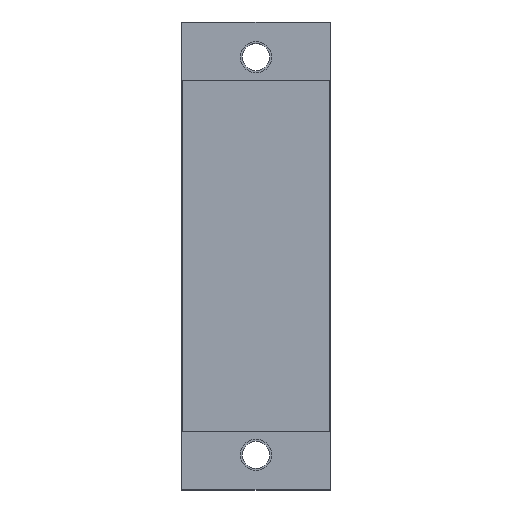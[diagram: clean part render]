
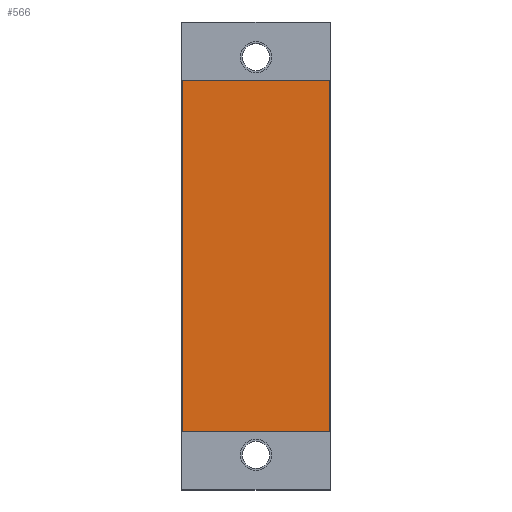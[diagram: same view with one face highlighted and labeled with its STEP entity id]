
A CAD part, top view. The second image highlights one B-rep face of the part: STEP entity #566.
In plain terms, the highlighted planar face has unit normal (0, 0, 1).
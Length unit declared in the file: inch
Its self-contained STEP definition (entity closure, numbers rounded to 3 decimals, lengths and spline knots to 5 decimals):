
#161=DIRECTION('',(0.,-1.,0.));
#162=VECTOR('',#161,1.76772);
#163=CARTESIAN_POINT('',(-0.37205,0.88386,
0.11614));
#164=LINE('',#163,#162);
#165=DIRECTION('',(-1.,0.,0.));
#166=VECTOR('',#165,0.74409);
#167=CARTESIAN_POINT('',(0.37205,0.88386,
0.11614));
#168=LINE('',#167,#166);
#169=DIRECTION('',(0.,1.,0.));
#170=VECTOR('',#169,1.76772);
#171=CARTESIAN_POINT('',(0.37205,-0.88386,
0.11614));
#172=LINE('',#171,#170);
#173=DIRECTION('',(1.,0.,0.));
#174=VECTOR('',#173,0.74409);
#175=CARTESIAN_POINT('',(-0.37205,-0.88386,
0.11614));
#176=LINE('',#175,#174);
#297=CARTESIAN_POINT('',(-0.37205,0.88386,
0.11614));
#298=CARTESIAN_POINT('',(-0.37205,-0.88386,
0.11614));
#299=VERTEX_POINT('',#297);
#300=VERTEX_POINT('',#298);
#301=CARTESIAN_POINT('',(0.37205,-0.88386,
0.11614));
#302=VERTEX_POINT('',#301);
#303=CARTESIAN_POINT('',(0.37205,0.88386,
0.11614));
#304=VERTEX_POINT('',#303);
#555=CARTESIAN_POINT('',(0.,0.,0.11614));
#556=DIRECTION('',(0.,0.,1.));
#557=DIRECTION('',(1.,0.,0.));
#558=AXIS2_PLACEMENT_3D('',#555,#556,#557);
#559=PLANE('',#558);
#560=ORIENTED_EDGE('',*,*,#507,.F.);
#561=ORIENTED_EDGE('',*,*,#522,.F.);
#562=ORIENTED_EDGE('',*,*,#536,.F.);
#563=ORIENTED_EDGE('',*,*,#549,.F.);
#564=EDGE_LOOP('',(#560,#561,#562,#563));
#565=FACE_OUTER_BOUND('',#564,.F.);
#566=ADVANCED_FACE('',(#565),#559,.T.);
#507=EDGE_CURVE('',#299,#300,#164,.T.);
#522=EDGE_CURVE('',#304,#299,#168,.T.);
#536=EDGE_CURVE('',#302,#304,#172,.T.);
#549=EDGE_CURVE('',#300,#302,#176,.T.);
